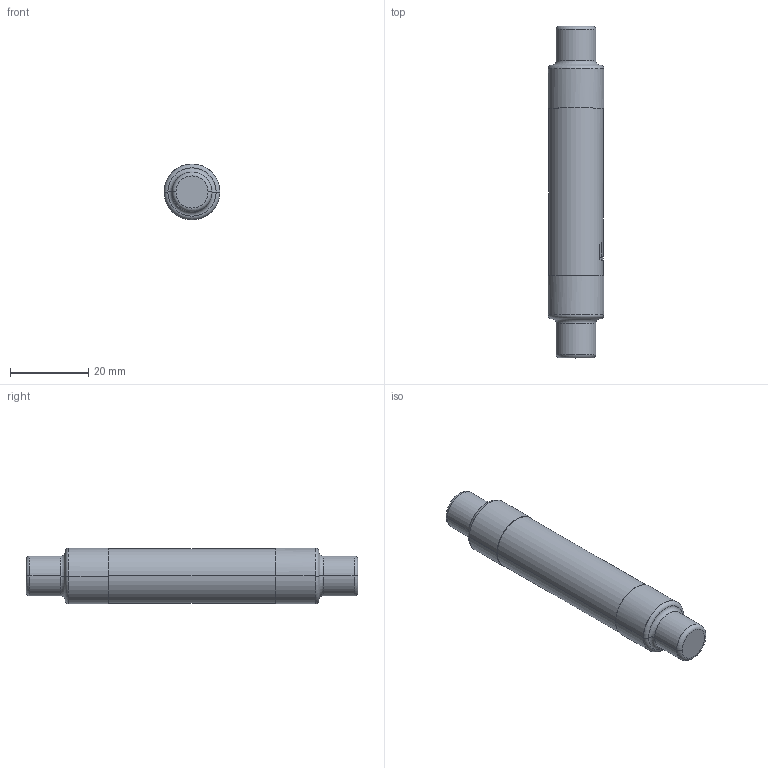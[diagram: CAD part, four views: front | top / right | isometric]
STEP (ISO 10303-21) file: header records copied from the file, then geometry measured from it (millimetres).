
FILE_DESCRIPTION((''),'2;1');
FILE_NAME('002625200_CH10X85_GPV_2A_1500V__ASM','2022-01-04T12:15:19',('marketing.praksa'),('Audax d.o.o.'),'CREO PARAMETRIC BY PTC INC, 2021304','CREO PARAMETRIC BY PTC INC, 2021304','');
FILE_SCHEMA(('AP242_MANAGED_MODEL_BASED_3D_ENGINEERING_MIM_LF { 1 0 10303 442 1 1 4 }'));
Length unit declared in the file: millimetre
Products named in the file (7): 3D5_1_1_1_1; PRT9553_1_1_2_1_1_1; PRT9553_1_1_2_2_1_1; PRT9553_1_1_2_3_1_1; PRT9553_1_1_2_ASM_1_1_ASM; DFDF_1_1_1_1; 002625200_CH10X85_GPV_2A_1500V__ASM
Assembly tree (7 placements, depth 3):
  002625200_CH10X85_GPV_2A_1500V__ASM
    3D5_1_1_1_1  x2
    PRT9553_1_1_2_ASM_1_1_ASM
      PRT9553_1_1_2_1_1_1
      PRT9553_1_1_2_2_1_1
      PRT9553_1_1_2_3_1_1
    DFDF_1_1_1_1
Bounding box: 14.3 x 85 x 14.3 mm (x, y, z)
Volume: 10455.6 mm3; surface area: 7048.9 mm2
Topology: 6 solids, 8 shells, 151 faces, 406 edges, 275 vertices
Faces by surface type: cylinder 69, plane 66, torus 16
Entity records: 6542 total; most frequent: CARTESIAN_POINT 1271, ORIENTED_EDGE 726, DIRECTION 632, PRESENTATION_STYLE_ASSIGNMENT 412, STYLED_ITEM 412, CURVE_STYLE 363, EDGE_CURVE 363, VERTEX_POINT 248
